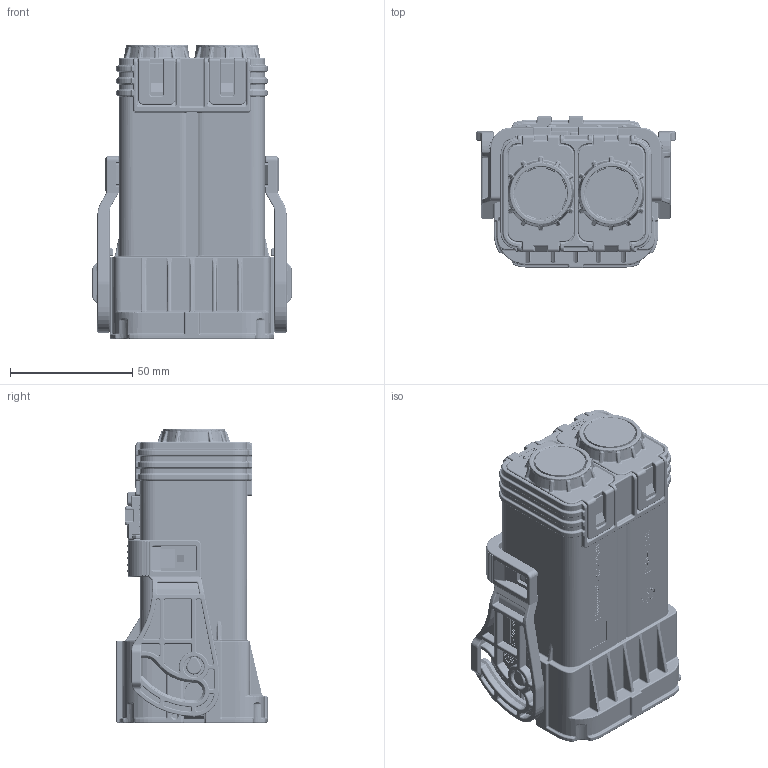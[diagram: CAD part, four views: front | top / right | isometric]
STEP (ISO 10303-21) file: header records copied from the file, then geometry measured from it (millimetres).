
FILE_DESCRIPTION (( 'STEP AP214' ), '1' );
FILE_NAME ('YGEV6-P2PHA 脣芛(諦誧杅耀).STEP', '2025-06-26T03:51:52', ( 'China' ), ( 'Microsoft' ), 'SwSTEP 2.0', 'SolidWorks 2023', '' );
FILE_SCHEMA (( 'AUTOMOTIVE_DESIGN' ));
Length unit declared in the file: millimetre
Products named in the file (1): YGEV6-P2PHA 插头(客户数模)
Bounding box: 81.3 x 61.7 x 120.3 mm (x, y, z)
Volume: 314007.1 mm3; surface area: 85974.2 mm2
Topology: 1 solids, 6 shells, 8126 faces, 20864 edges, 12475 vertices
Faces by surface type: plane 3177, cylinder 2564, bspline 896, torus 848, sphere 391, cone 250
Full cylindrical faces by diameter (mm): 6 x3, 8 x1, 8.2 x2, 20.5 x2, 21.7 x2, 25.484 x2
Entity records: 370619 total; most frequent: CARTESIAN_POINT 91684, ORIENTED_EDGE 40986, DIRECTION 38554, EDGE_CURVE 20493, AXIS2_PLACEMENT_3D 13523, VERTEX_POINT 12462, VECTOR 11508, LINE 11508
